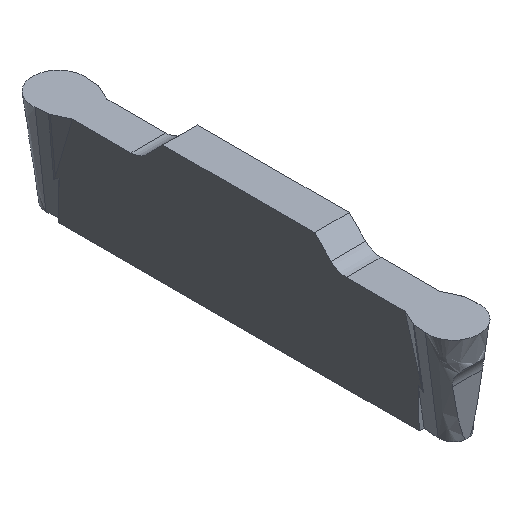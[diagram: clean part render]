
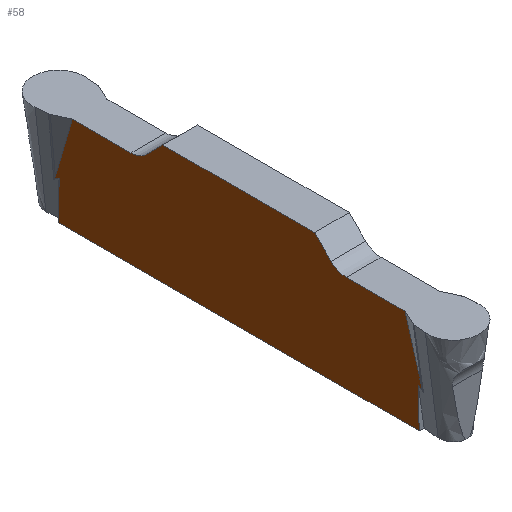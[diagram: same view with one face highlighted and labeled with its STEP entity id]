
A CAD part, isometric view. The second image highlights one B-rep face of the part: STEP entity #58.
In plain terms, the highlighted planar face has unit normal (-1, 0, 0).
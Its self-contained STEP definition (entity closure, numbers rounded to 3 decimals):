
#39=CIRCLE('',#675,1.);
#40=CIRCLE('',#676,1.);
#58=ADVANCED_FACE('',(#112),#88,.T.);
#88=PLANE('',#677);
#112=FACE_OUTER_BOUND('',#144,.T.);
#144=EDGE_LOOP('',(#325,#326,#327,#328,#329,#330,#331,#332,#333,#334,#335,
#336,#337,#338,#339,#340));
#182=LINE('',#889,#242);
#187=LINE('',#1147,#247);
#188=LINE('',#1164,#248);
#189=LINE('',#1166,#249);
#190=LINE('',#1167,#250);
#191=LINE('',#1169,#251);
#192=LINE('',#1182,#252);
#193=LINE('',#1184,#253);
#194=LINE('',#1188,#254);
#195=LINE('',#1190,#255);
#196=LINE('',#1192,#256);
#197=LINE('',#1196,#257);
#242=VECTOR('',#719,1.);
#247=VECTOR('',#726,1.);
#248=VECTOR('',#727,1.);
#249=VECTOR('',#728,1.);
#250=VECTOR('',#729,1.);
#251=VECTOR('',#730,1.);
#252=VECTOR('',#731,1.);
#253=VECTOR('',#732,1.);
#254=VECTOR('',#735,1.);
#255=VECTOR('',#736,1.);
#256=VECTOR('',#737,1.);
#257=VECTOR('',#740,1.);
#325=ORIENTED_EDGE('',*,*,#561,.T.);
#326=ORIENTED_EDGE('',*,*,#562,.T.);
#327=ORIENTED_EDGE('',*,*,#563,.T.);
#328=ORIENTED_EDGE('',*,*,#564,.T.);
#329=ORIENTED_EDGE('',*,*,#546,.T.);
#330=ORIENTED_EDGE('',*,*,#565,.T.);
#331=ORIENTED_EDGE('',*,*,#566,.T.);
#332=ORIENTED_EDGE('',*,*,#567,.T.);
#333=ORIENTED_EDGE('',*,*,#568,.T.);
#334=ORIENTED_EDGE('',*,*,#569,.F.);
#335=ORIENTED_EDGE('',*,*,#570,.F.);
#336=ORIENTED_EDGE('',*,*,#571,.F.);
#337=ORIENTED_EDGE('',*,*,#572,.F.);
#338=ORIENTED_EDGE('',*,*,#573,.F.);
#339=ORIENTED_EDGE('',*,*,#574,.F.);
#340=ORIENTED_EDGE('',*,*,#575,.F.);
#486=VERTEX_POINT('',#888);
#487=VERTEX_POINT('',#890);
#497=VERTEX_POINT('',#1148);
#498=VERTEX_POINT('',#1149);
#499=VERTEX_POINT('',#1163);
#500=VERTEX_POINT('',#1165);
#501=VERTEX_POINT('',#1168);
#502=VERTEX_POINT('',#1170);
#503=VERTEX_POINT('',#1181);
#504=VERTEX_POINT('',#1183);
#505=VERTEX_POINT('',#1185);
#506=VERTEX_POINT('',#1187);
#507=VERTEX_POINT('',#1189);
#508=VERTEX_POINT('',#1191);
#509=VERTEX_POINT('',#1193);
#510=VERTEX_POINT('',#1195);
#546=EDGE_CURVE('',#487,#486,#182,.T.);
#561=EDGE_CURVE('',#497,#498,#187,.T.);
#562=EDGE_CURVE('',#498,#499,#643,.T.);
#563=EDGE_CURVE('',#499,#500,#188,.T.);
#564=EDGE_CURVE('',#500,#487,#189,.T.);
#565=EDGE_CURVE('',#486,#501,#190,.T.);
#566=EDGE_CURVE('',#501,#502,#191,.T.);
#567=EDGE_CURVE('',#502,#503,#644,.T.);
#568=EDGE_CURVE('',#503,#504,#192,.T.);
#569=EDGE_CURVE('',#505,#504,#193,.T.);
#570=EDGE_CURVE('',#506,#505,#39,.T.);
#571=EDGE_CURVE('',#507,#506,#194,.T.);
#572=EDGE_CURVE('',#508,#507,#195,.T.);
#573=EDGE_CURVE('',#509,#508,#196,.T.);
#574=EDGE_CURVE('',#510,#509,#40,.T.);
#575=EDGE_CURVE('',#497,#510,#197,.T.);
#643=B_SPLINE_CURVE_WITH_KNOTS('',3,(#1150,#1151,#1152,#1153,#1154,#1155,
#1156,#1157,#1158,#1159,#1160,#1161,#1162),.UNSPECIFIED.,.F.,.F.,(4,3,3,
3,4),(0.,0.418,0.702,0.921,1.),
 .UNSPECIFIED.);
#644=B_SPLINE_CURVE_WITH_KNOTS('',3,(#1171,#1172,#1173,#1174,#1175,#1176,
#1177,#1178,#1179,#1180),.UNSPECIFIED.,.F.,.F.,(4,3,3,4),(0.,0.217,
0.538,1.),.UNSPECIFIED.);
#675=AXIS2_PLACEMENT_3D('',#1186,#733,#734);
#676=AXIS2_PLACEMENT_3D('',#1194,#738,#739);
#677=AXIS2_PLACEMENT_3D('',#1197,#741,#742);
#719=DIRECTION('',(0.,-1.,0.));
#726=DIRECTION('',(0.,0.279,-0.96));
#727=DIRECTION('',(0.,-0.815,0.579));
#728=DIRECTION('',(0.,0.022,-1.));
#729=DIRECTION('',(0.,0.022,1.));
#730=DIRECTION('',(0.,-0.815,-0.579));
#731=DIRECTION('',(0.,0.279,0.96));
#732=DIRECTION('',(0.,-1.,0.));
#733=DIRECTION('',(-1.,0.,0.));
#734=DIRECTION('',(0.,0.,1.));
#735=DIRECTION('',(0.,-0.707,-0.707));
#736=DIRECTION('',(0.,-1.,0.));
#737=DIRECTION('',(0.,-0.707,0.707));
#738=DIRECTION('',(-1.,0.,0.));
#739=DIRECTION('',(0.,0.,1.));
#740=DIRECTION('',(0.,-1.,0.));
#741=DIRECTION('',(-1.,0.,0.));
#742=DIRECTION('',(0.,0.,1.));
#888=CARTESIAN_POINT('',(-0.8,1.674,-4.454));
#889=CARTESIAN_POINT('',(-0.8,19.75,-4.454));
#890=CARTESIAN_POINT('',(-0.8,18.326,-4.454));
#1147=CARTESIAN_POINT('',(-0.8,17.554,0.416));
#1148=CARTESIAN_POINT('',(-0.8,17.675,0.));
#1149=CARTESIAN_POINT('',(-0.8,18.455,-2.682));
#1150=CARTESIAN_POINT('',(-0.8,18.455,-2.682));
#1151=CARTESIAN_POINT('',(-0.8,18.461,-2.704));
#1152=CARTESIAN_POINT('',(-0.8,18.468,-2.727));
#1153=CARTESIAN_POINT('',(-0.8,18.477,-2.748));
#1154=CARTESIAN_POINT('',(-0.8,18.482,-2.763));
#1155=CARTESIAN_POINT('',(-0.8,18.489,-2.778));
#1156=CARTESIAN_POINT('',(-0.8,18.496,-2.792));
#1157=CARTESIAN_POINT('',(-0.8,18.502,-2.803));
#1158=CARTESIAN_POINT('',(-0.8,18.508,-2.813));
#1159=CARTESIAN_POINT('',(-0.8,18.517,-2.822));
#1160=CARTESIAN_POINT('',(-0.8,18.52,-2.826));
#1161=CARTESIAN_POINT('',(-0.8,18.523,-2.829));
#1162=CARTESIAN_POINT('',(-0.8,18.526,-2.831));
#1163=CARTESIAN_POINT('',(-0.8,18.526,-2.831));
#1164=CARTESIAN_POINT('',(-0.8,17.506,-2.107));
#1165=CARTESIAN_POINT('',(-0.8,18.287,-2.661));
#1166=CARTESIAN_POINT('',(-0.8,18.207,1.021));
#1167=CARTESIAN_POINT('',(-0.8,1.803,1.444));
#1168=CARTESIAN_POINT('',(-0.8,1.713,-2.661));
#1169=CARTESIAN_POINT('',(-0.8,15.461,7.097));
#1170=CARTESIAN_POINT('',(-0.8,1.474,-2.831));
#1171=CARTESIAN_POINT('',(-0.8,1.474,-2.831));
#1172=CARTESIAN_POINT('',(-0.8,1.483,-2.824));
#1173=CARTESIAN_POINT('',(-0.8,1.491,-2.814));
#1174=CARTESIAN_POINT('',(-0.8,1.497,-2.804));
#1175=CARTESIAN_POINT('',(-0.8,1.507,-2.789));
#1176=CARTESIAN_POINT('',(-0.8,1.514,-2.772));
#1177=CARTESIAN_POINT('',(-0.8,1.521,-2.755));
#1178=CARTESIAN_POINT('',(-0.8,1.53,-2.731));
#1179=CARTESIAN_POINT('',(-0.8,1.538,-2.707));
#1180=CARTESIAN_POINT('',(-0.8,1.545,-2.682));
#1181=CARTESIAN_POINT('',(-0.8,1.545,-2.682));
#1182=CARTESIAN_POINT('',(-0.8,3.963,5.641));
#1183=CARTESIAN_POINT('',(-0.8,2.325,0.));
#1184=CARTESIAN_POINT('',(-0.8,19.75,0.));
#1185=CARTESIAN_POINT('',(-0.8,5.032,0.));
#1186=CARTESIAN_POINT('',(-0.8,5.032,1.));
#1187=CARTESIAN_POINT('',(-0.8,5.739,0.293));
#1188=CARTESIAN_POINT('',(-0.8,13.125,7.679));
#1189=CARTESIAN_POINT('',(-0.8,6.5,1.054));
#1190=CARTESIAN_POINT('',(-0.8,19.75,1.054));
#1191=CARTESIAN_POINT('',(-0.8,13.5,1.054));
#1192=CARTESIAN_POINT('',(-0.8,16.625,-2.071));
#1193=CARTESIAN_POINT('',(-0.8,14.261,0.293));
#1194=CARTESIAN_POINT('',(-0.8,14.968,1.));
#1195=CARTESIAN_POINT('',(-0.8,14.968,0.));
#1196=CARTESIAN_POINT('',(-0.8,19.75,0.));
#1197=CARTESIAN_POINT('',(-0.8,19.75,1.054));
